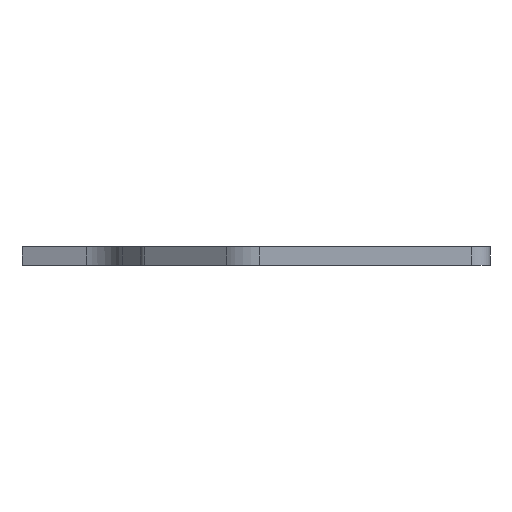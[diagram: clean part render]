
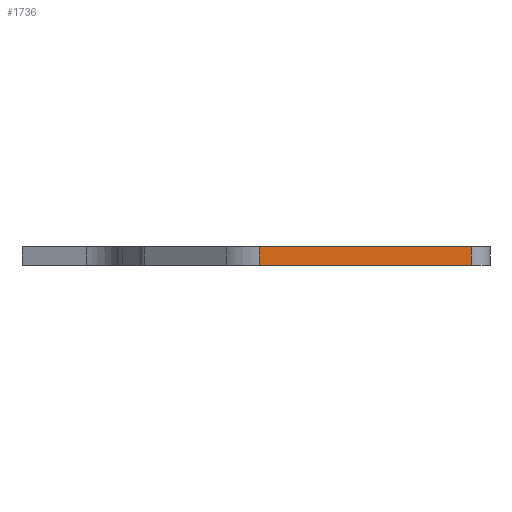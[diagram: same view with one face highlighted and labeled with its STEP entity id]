
A CAD part, left-side view. The second image highlights one B-rep face of the part: STEP entity #1736.
In plain terms, the highlighted free-form (B-spline) face has degree [1, 1] with [2, 2] control points.
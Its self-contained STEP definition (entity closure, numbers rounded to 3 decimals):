
#60 = ORIENTED_EDGE ( 'NONE', *, *, #183, .T. ) ;
#71 = VERTEX_POINT ( 'NONE', #527 ) ;
#101 = CARTESIAN_POINT ( 'NONE',  ( 1514.327, 1086.874, 10. ) ) ;
#150 = EDGE_CURVE ( 'NONE', #2303, #220, #1760, .T. ) ;
#183 = EDGE_CURVE ( 'NONE', #71, #2303, #2104, .T. ) ;
#184 = CARTESIAN_POINT ( 'NONE',  ( 1514.322, 973.07, 0. ) ) ;
#220 = VERTEX_POINT ( 'NONE', #1001 ) ;
#261 = FACE_OUTER_BOUND ( 'NONE', #2112, .T. ) ;
#269 = B_SPLINE_SURFACE_WITH_KNOTS ( 'NONE', 1, 1, ( 
 ( #592, #1520 ),
 ( #635, #1671 ) ),
 .UNSPECIFIED., .F., .F., .F.,
 ( 2, 2 ),
 ( 2, 2 ),
 ( 0., 1. ),
 ( 0., 1. ),
 .UNSPECIFIED. ) ;
#525 = EDGE_CURVE ( 'NONE', #2115, #71, #1938, .T. ) ;
#527 = CARTESIAN_POINT ( 'NONE',  ( 1514.322, 973.07, 10. ) ) ;
#550 = CARTESIAN_POINT ( 'NONE',  ( 1514.327, 1086.874, 10. ) ) ;
#592 = CARTESIAN_POINT ( 'NONE',  ( 1514.327, 1086.874, 0. ) ) ;
#635 = CARTESIAN_POINT ( 'NONE',  ( 1514.322, 973.07, 0. ) ) ;
#731 = ORIENTED_EDGE ( 'NONE', *, *, #525, .T. ) ;
#904 = CARTESIAN_POINT ( 'NONE',  ( 1514.322, 973.07, 10. ) ) ;
#1001 = CARTESIAN_POINT ( 'NONE',  ( 1514.327, 1086.874, 0. ) ) ;
#1083 = CARTESIAN_POINT ( 'NONE',  ( 1514.327, 1086.874, 0. ) ) ;
#1170 = CARTESIAN_POINT ( 'NONE',  ( 1514.324, 1011.005, 0. ) ) ;
#1183 = CARTESIAN_POINT ( 'NONE',  ( 1514.322, 973.07, 0. ) ) ;
#1327 = CARTESIAN_POINT ( 'NONE',  ( 1514.322, 973.07, 0. ) ) ;
#1520 = CARTESIAN_POINT ( 'NONE',  ( 1514.327, 1086.874, 10. ) ) ;
#1671 = CARTESIAN_POINT ( 'NONE',  ( 1514.322, 973.07, 10. ) ) ;
#1688 = CARTESIAN_POINT ( 'NONE',  ( 1514.327, 1086.874, 10. ) ) ;
#1736 = ADVANCED_FACE ( 'NONE', ( #261 ), #269, .T. ) ;
#1760 = B_SPLINE_CURVE_WITH_KNOTS ( 'NONE', 1,
 ( #550, #1083 ),
 .UNSPECIFIED., .F., .F.,
 ( 2, 2 ),
 ( 0., 1. ),
 .UNSPECIFIED. ) ;
#1764 = ORIENTED_EDGE ( 'NONE', *, *, #2027, .F. ) ;
#1880 = CARTESIAN_POINT ( 'NONE',  ( 1514.322, 973.07, 10. ) ) ;
#1937 = ORIENTED_EDGE ( 'NONE', *, *, #150, .T. ) ;
#1938 = B_SPLINE_CURVE_WITH_KNOTS ( 'NONE', 1,
 ( #184, #904 ),
 .UNSPECIFIED., .F., .F.,
 ( 2, 2 ),
 ( 0., 1. ),
 .UNSPECIFIED. ) ;
#2019 = CARTESIAN_POINT ( 'NONE',  ( 1514.327, 1086.874, 0. ) ) ;
#2027 = EDGE_CURVE ( 'NONE', #2115, #220, #2311, .T. ) ;
#2104 = B_SPLINE_CURVE_WITH_KNOTS ( 'NONE', 1,
 ( #1880, #101 ),
 .UNSPECIFIED., .F., .F.,
 ( 2, 2 ),
 ( 0., 1. ),
 .UNSPECIFIED. ) ;
#2112 = EDGE_LOOP ( 'NONE', ( #60, #1937, #1764, #731 ) ) ;
#2115 = VERTEX_POINT ( 'NONE', #1183 ) ;
#2216 = CARTESIAN_POINT ( 'NONE',  ( 1514.325, 1048.939, 0. ) ) ;
#2303 = VERTEX_POINT ( 'NONE', #1688 ) ;
#2311 = B_SPLINE_CURVE_WITH_KNOTS ( 'NONE', 3,
 ( #1327, #1170, #2216, #2019 ),
 .UNSPECIFIED., .F., .F.,
 ( 4, 4 ),
 ( 0., 1. ),
 .UNSPECIFIED. ) ;
